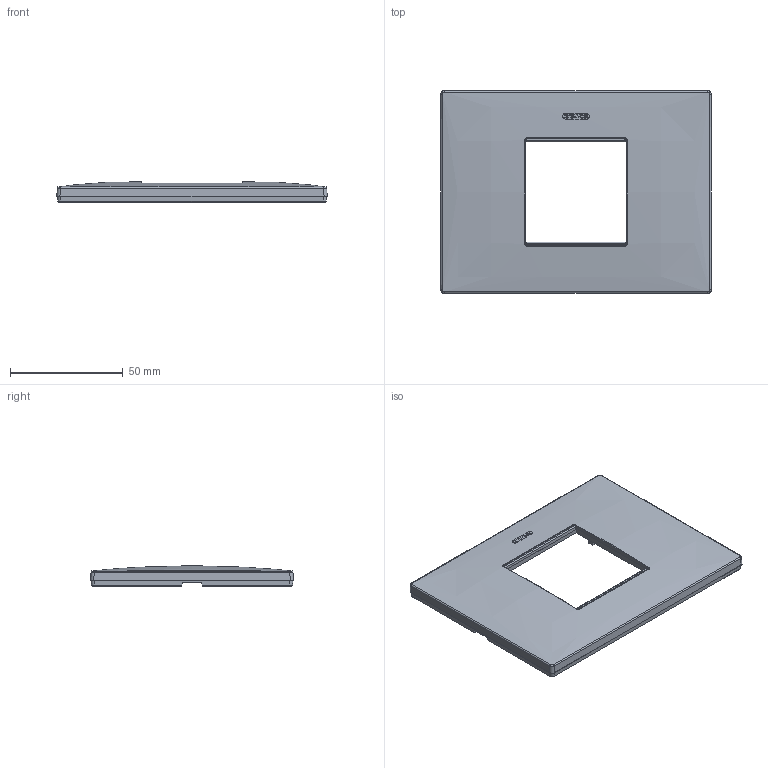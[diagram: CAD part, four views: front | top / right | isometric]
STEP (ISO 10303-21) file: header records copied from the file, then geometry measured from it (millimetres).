
FILE_DESCRIPTION(('CATIA V5 STEP Exchange','CAx-IF Rec.Pracs.--- Model Styling and Organization---1.4--- 2014-01-23'),'2;1');
FILE_NAME('GW16002PW.stp','2024-02-12T15:51:00+00:00',('none'),('none'),'CATIA Version 5-6 Release 2019 SP6','CATIA V5 STEP AP214 v1','none');
FILE_SCHEMA(('AUTOMOTIVE_DESIGN { 1 0 10303 214 1 1 1 1 }'));
Products named in the file (1): GW16002PW
Bounding box: 120 x 90 x 9 mm (x, y, z)
Volume: 20937.4 mm3; surface area: 25803.3 mm2
Topology: 1 solids, 1 shells, 1204 faces, 3140 edges, 1906 vertices
Faces by surface type: bspline 627, plane 297, cylinder 177, cone 78, sphere 25
Entity records: 91498 total; most frequent: CARTESIAN_POINT 68182, ORIENTED_EDGE 6244, EDGE_CURVE 3122, B_SPLINE_CURVE_WITH_KNOTS 2381, VERTEX_POINT 1905, DIRECTION 1687, EDGE_LOOP 1237, ADVANCED_FACE 1203
